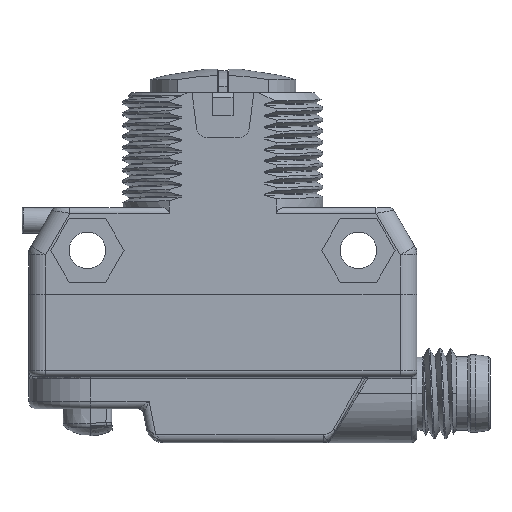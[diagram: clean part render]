
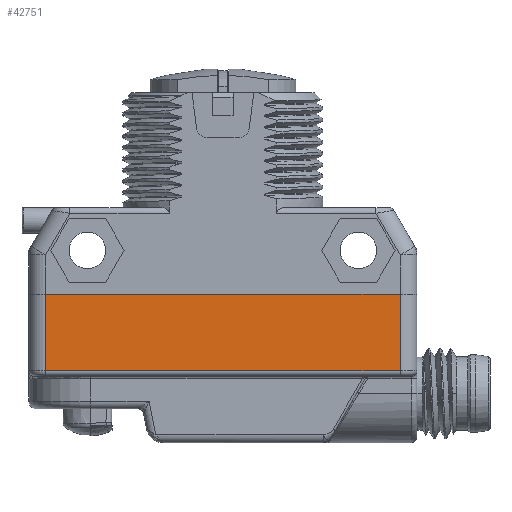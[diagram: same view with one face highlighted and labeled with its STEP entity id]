
A CAD part, left-side view. The second image highlights one B-rep face of the part: STEP entity #42751.
In plain terms, the highlighted planar face has unit normal (-1, 0, 0).
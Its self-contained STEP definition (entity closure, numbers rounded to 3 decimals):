
#38185=DIRECTION('',(0.,1.,0.));
#38186=VECTOR('',#38185,31.5);
#38187=CARTESIAN_POINT('',(-7.5,1.5,0.));
#38188=LINE('',#38187,#38186);
#38234=DIRECTION('',(0.,0.,1.));
#38235=VECTOR('',#38234,6.8);
#38236=CARTESIAN_POINT('',(-7.5,33.,-6.8));
#38237=LINE('',#38236,#38235);
#38257=DIRECTION('',(0.,1.,0.));
#38258=VECTOR('',#38257,31.5);
#38259=CARTESIAN_POINT('',(-7.5,1.5,-6.8));
#38260=LINE('',#38259,#38258);
#38266=DIRECTION('',(0.,0.,-1.));
#38267=VECTOR('',#38266,6.8);
#38268=CARTESIAN_POINT('',(-7.5,1.5,0.));
#38269=LINE('',#38268,#38267);
#38689=CARTESIAN_POINT('',(-7.5,33.,0.));
#38691=VERTEX_POINT('',#38689);
#38696=CARTESIAN_POINT('',(-7.5,1.5,0.));
#38697=VERTEX_POINT('',#38696);
#39112=CARTESIAN_POINT('',(-7.5,33.,-6.8));
#39113=VERTEX_POINT('',#39112);
#39116=CARTESIAN_POINT('',(-7.5,1.5,-6.8));
#39117=VERTEX_POINT('',#39116);
#42739=CARTESIAN_POINT('',(-7.5,0.,-13.2));
#42740=DIRECTION('',(-1.,0.,0.));
#42741=DIRECTION('',(0.,0.,1.));
#42742=AXIS2_PLACEMENT_3D('',#42739,#42740,#42741);
#42743=PLANE('',#42742);
#42744=ORIENTED_EDGE('',*,*,#42732,.T.);
#42745=ORIENTED_EDGE('',*,*,#42707,.T.);
#42746=ORIENTED_EDGE('',*,*,#42676,.F.);
#42748=ORIENTED_EDGE('',*,*,#42747,.T.);
#42749=EDGE_LOOP('',(#42744,#42745,#42746,#42748));
#42750=FACE_OUTER_BOUND('',#42749,.F.);
#42751=ADVANCED_FACE('',(#42750),#42743,.T.);
#42676=EDGE_CURVE('',#38697,#38691,#38188,.T.);
#42707=EDGE_CURVE('',#39113,#38691,#38237,.T.);
#42732=EDGE_CURVE('',#39117,#39113,#38260,.T.);
#42747=EDGE_CURVE('',#38697,#39117,#38269,.T.);
